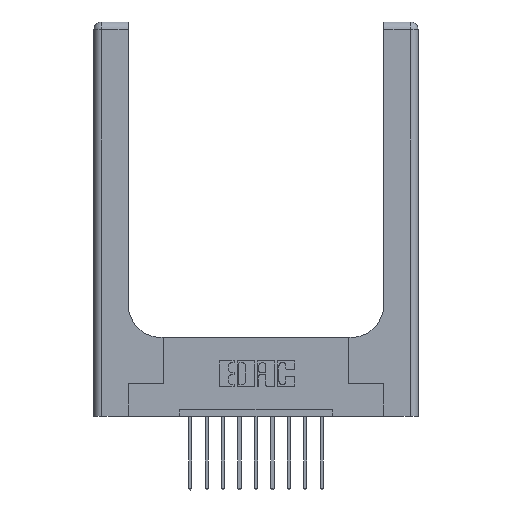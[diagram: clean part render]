
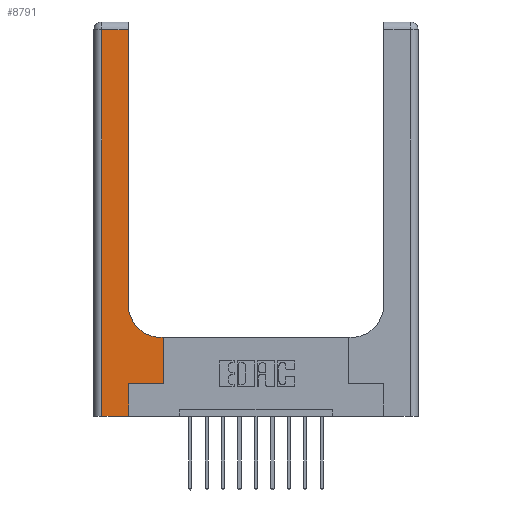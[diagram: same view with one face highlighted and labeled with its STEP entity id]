
A CAD part, top view. The second image highlights one B-rep face of the part: STEP entity #8791.
In plain terms, the highlighted planar face has unit normal (0, 0, 1).
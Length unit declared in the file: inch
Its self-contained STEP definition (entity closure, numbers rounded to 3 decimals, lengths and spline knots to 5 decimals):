
#231 = VERTEX_POINT ( 'NONE', #7857 ) ;
#282 = VERTEX_POINT ( 'NONE', #1932 ) ;
#606 = CARTESIAN_POINT ( 'NONE',  ( 0.265, 0.25, 0.37 ) ) ;
#707 = AXIS2_PLACEMENT_3D ( 'NONE', #7987, #11602, #6869 ) ;
#735 = EDGE_CURVE ( 'NONE', #12566, #4037, #1512, .T. ) ;
#769 = DIRECTION ( 'NONE',  ( 1., 0., 0. ) ) ;
#937 = VECTOR ( 'NONE', #5025, 39.37008 ) ;
#1004 = AXIS2_PLACEMENT_3D ( 'NONE', #1114, #8240, #5866 ) ;
#1017 = ORIENTED_EDGE ( 'NONE', *, *, #1819, .T. ) ;
#1051 = VERTEX_POINT ( 'NONE', #14727 ) ;
#1114 = CARTESIAN_POINT ( 'NONE',  ( 0.51, 0.85, 0.37 ) ) ;
#1155 = VECTOR ( 'NONE', #7903, 39.37008 ) ;
#1182 = VERTEX_POINT ( 'NONE', #3461 ) ;
#1197 = ORIENTED_EDGE ( 'NONE', *, *, #9410, .T. ) ;
#1512 = LINE ( 'NONE', #9220, #1155 ) ;
#1699 = ORIENTED_EDGE ( 'NONE', *, *, #4831, .T. ) ;
#1819 = EDGE_CURVE ( 'NONE', #231, #6380, #7152, .T. ) ;
#1932 = CARTESIAN_POINT ( 'NONE',  ( 0.06, 0., 0.37 ) ) ;
#2287 = VERTEX_POINT ( 'NONE', #12975 ) ;
#2652 = CARTESIAN_POINT ( 'NONE',  ( 0.06, 3., 0.37 ) ) ;
#2658 = EDGE_CURVE ( 'NONE', #1182, #2287, #10494, .T. ) ;
#2872 = EDGE_CURVE ( 'NONE', #2287, #11356, #2878, .T. ) ;
#2878 = LINE ( 'NONE', #11575, #12706 ) ;
#3220 = DIRECTION ( 'NONE',  ( 0., 1., 0. ) ) ;
#3461 = CARTESIAN_POINT ( 'NONE',  ( 0.26, 0.85, 0.37 ) ) ;
#3480 = ORIENTED_EDGE ( 'NONE', *, *, #9502, .T. ) ;
#3688 = DIRECTION ( 'NONE',  ( 0., 1., 0. ) ) ;
#3847 = CARTESIAN_POINT ( 'NONE',  ( 0.51, 0.6, 0.37 ) ) ;
#4017 = LINE ( 'NONE', #2652, #937 ) ;
#4037 = VERTEX_POINT ( 'NONE', #3847 ) ;
#4080 = DIRECTION ( 'NONE',  ( 1., 0., 0. ) ) ;
#4274 = CARTESIAN_POINT ( 'NONE',  ( 0.265, 0., 0.37 ) ) ;
#4562 = EDGE_LOOP ( 'NONE', ( #6013, #5243, #3480, #1699, #12278, #1017, #10978, #6920, #1197 ) ) ;
#4831 = EDGE_CURVE ( 'NONE', #282, #1051, #6929, .T. ) ;
#4991 = VECTOR ( 'NONE', #3220, 39.37008 ) ;
#5025 = DIRECTION ( 'NONE',  ( 0., -1., 0. ) ) ;
#5087 = CARTESIAN_POINT ( 'NONE',  ( 0.06, 2.94, 0.37 ) ) ;
#5243 = ORIENTED_EDGE ( 'NONE', *, *, #2872, .T. ) ;
#5677 = CIRCLE ( 'NONE', #1004, 0.25 ) ;
#5866 = DIRECTION ( 'NONE',  ( 1., 0., 0. ) ) ;
#6013 = ORIENTED_EDGE ( 'NONE', *, *, #2658, .T. ) ;
#6380 = VERTEX_POINT ( 'NONE', #15162 ) ;
#6425 = VECTOR ( 'NONE', #11576, 39.37008 ) ;
#6869 = DIRECTION ( 'NONE',  ( -1., 0., 0. ) ) ;
#6920 = ORIENTED_EDGE ( 'NONE', *, *, #735, .T. ) ;
#6929 = LINE ( 'NONE', #9955, #12869 ) ;
#6974 = VECTOR ( 'NONE', #769, 39.37008 ) ;
#7152 = LINE ( 'NONE', #606, #6974 ) ;
#7710 = FACE_OUTER_BOUND ( 'NONE', #4562, .T. ) ;
#7857 = CARTESIAN_POINT ( 'NONE',  ( 0.265, 0.25, 0.37 ) ) ;
#7903 = DIRECTION ( 'NONE',  ( -1., 0., 0. ) ) ;
#7987 = CARTESIAN_POINT ( 'NONE',  ( 0., 3., 0.37 ) ) ;
#8240 = DIRECTION ( 'NONE',  ( 0., 0., -1. ) ) ;
#8428 = VECTOR ( 'NONE', #3688, 39.37008 ) ;
#8791 = ADVANCED_FACE ( 'NONE', ( #7710 ), #10139, .F. ) ;
#9220 = CARTESIAN_POINT ( 'NONE',  ( 0.26, 0.6, 0.37 ) ) ;
#9385 = DIRECTION ( 'NONE',  ( -1., 0., 0. ) ) ;
#9410 = EDGE_CURVE ( 'NONE', #4037, #1182, #5677, .T. ) ;
#9502 = EDGE_CURVE ( 'NONE', #11356, #282, #4017, .T. ) ;
#9822 = LINE ( 'NONE', #4274, #4991 ) ;
#9955 = CARTESIAN_POINT ( 'NONE',  ( 0., 0., 0.37 ) ) ;
#9966 = LINE ( 'NONE', #13868, #6425 ) ;
#10139 = PLANE ( 'NONE',  #707 ) ;
#10494 = LINE ( 'NONE', #14326, #8428 ) ;
#10978 = ORIENTED_EDGE ( 'NONE', *, *, #15252, .T. ) ;
#11356 = VERTEX_POINT ( 'NONE', #5087 ) ;
#11555 = CARTESIAN_POINT ( 'NONE',  ( 0.528, 0.6, 0.37 ) ) ;
#11575 = CARTESIAN_POINT ( 'NONE',  ( 0., 2.94, 0.37 ) ) ;
#11576 = DIRECTION ( 'NONE',  ( 0., 1., 0. ) ) ;
#11602 = DIRECTION ( 'NONE',  ( 0., 0., -1. ) ) ;
#12278 = ORIENTED_EDGE ( 'NONE', *, *, #12934, .T. ) ;
#12566 = VERTEX_POINT ( 'NONE', #11555 ) ;
#12706 = VECTOR ( 'NONE', #9385, 39.37008 ) ;
#12869 = VECTOR ( 'NONE', #4080, 39.37008 ) ;
#12934 = EDGE_CURVE ( 'NONE', #1051, #231, #9822, .T. ) ;
#12975 = CARTESIAN_POINT ( 'NONE',  ( 0.26, 2.94, 0.37 ) ) ;
#13868 = CARTESIAN_POINT ( 'NONE',  ( 0.528, 0.25, 0.37 ) ) ;
#14326 = CARTESIAN_POINT ( 'NONE',  ( 0.26, 3., 0.37 ) ) ;
#14727 = CARTESIAN_POINT ( 'NONE',  ( 0.265, 0., 0.37 ) ) ;
#15162 = CARTESIAN_POINT ( 'NONE',  ( 0.528, 0.25, 0.37 ) ) ;
#15252 = EDGE_CURVE ( 'NONE', #6380, #12566, #9966, .T. ) ;
